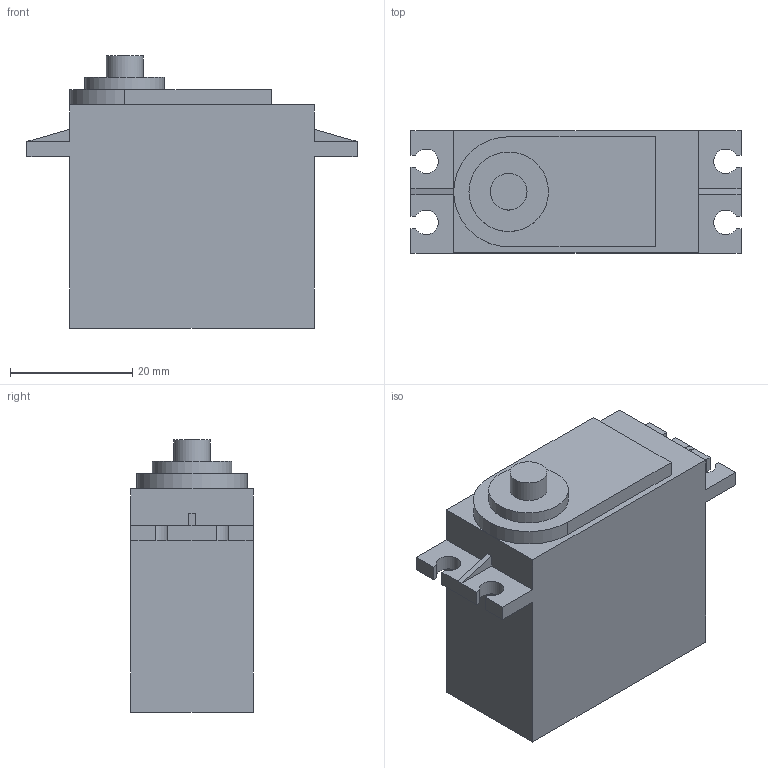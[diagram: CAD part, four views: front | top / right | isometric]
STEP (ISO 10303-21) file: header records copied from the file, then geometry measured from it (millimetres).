
FILE_DESCRIPTION(('STEP AP214'), '1');
FILE_NAME('Ñåðâîïðèâîä', '', ('UNSPECIFIED'), ('UNSPECIFIED'), 'C3D Converter', 'C3D Toolkit', '');
FILE_SCHEMA(('AUTOMOTIVE_DESIGN { 1 0 10303 214 3 1 1}'));
Length unit declared in the file: millimetre
Bounding box: 54 x 20 x 44.5 mm (x, y, z)
Volume: 31539.1 mm3; surface area: 7008.1 mm2
Topology: 1 solids, 1 shells, 47 faces, 124 edges, 81 vertices
Faces by surface type: plane 40, cylinder 7
Full cylindrical faces by diameter (mm): 6 x1, 13 x1
Entity records: 1839 total; most frequent: CARTESIAN_POINT 251, ORIENTED_EDGE 244, DIRECTION 233, EDGE_CURVE 122, LINE 107, VECTOR 107, VERTEX_POINT 81, AXIS2_PLACEMENT_3D 63
